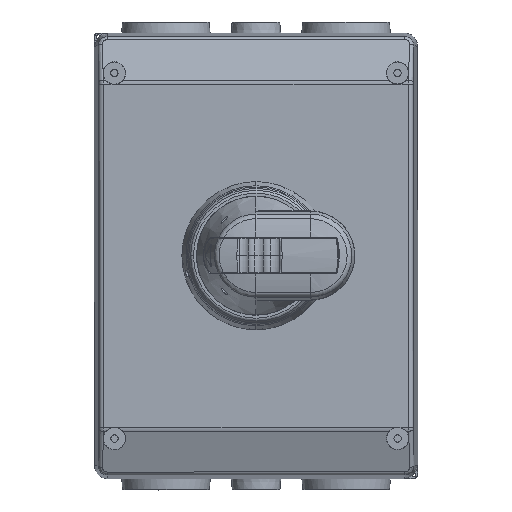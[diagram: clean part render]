
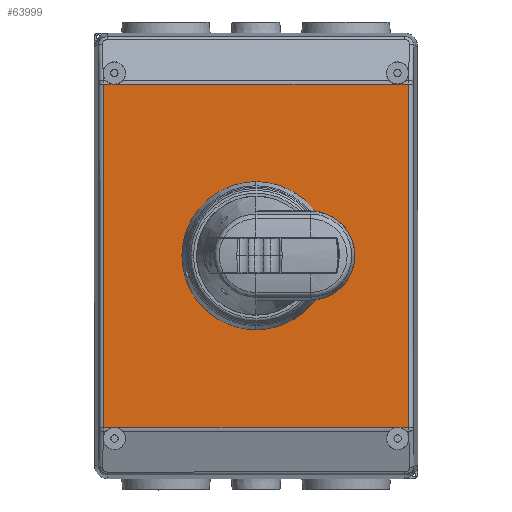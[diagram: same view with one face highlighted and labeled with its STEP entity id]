
A CAD part, top view. The second image highlights one B-rep face of the part: STEP entity #63999.
In plain terms, the highlighted planar face has unit normal (0, 0, 1).
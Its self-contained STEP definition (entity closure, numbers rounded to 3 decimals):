
#3260=DIRECTION('',(0.,1.,0.));
#3261=VECTOR('',#3260,154.285);
#3262=CARTESIAN_POINT('',(68.653,-77.119,91.));
#3263=LINE('',#3262,#3261);
#3461=CARTESIAN_POINT('',(-64.639,-77.165,
91.));
#3507=CARTESIAN_POINT('',(-68.599,-77.166,
91.));
#3509=DIRECTION('',(1.,0.,0.));
#3510=VECTOR('',#3509,3.96);
#3511=CARTESIAN_POINT('',(-68.599,-77.166,
91.));
#3512=LINE('',#3511,#3510);
#3543=DIRECTION('',(0.,-1.,0.));
#3544=VECTOR('',#3543,154.285);
#3545=CARTESIAN_POINT('',(-68.653,77.119,91.));
#3546=LINE('',#3545,#3544);
#3551=CARTESIAN_POINT('',(-63.649,82.098,91.));
#3552=DIRECTION('',(0.,0.,1.));
#3553=DIRECTION('',(0.,-1.,0.));
#3554=AXIS2_PLACEMENT_3D('',#3551,#3552,#3553);
#3556=CARTESIAN_POINT('',(63.592,82.142,91.));
#3557=DIRECTION('',(0.,0.,1.));
#3558=DIRECTION('',(-0.206,-0.979,0.));
#3559=AXIS2_PLACEMENT_3D('',#3556,#3557,#3558);
#3561=CARTESIAN_POINT('',(63.592,82.142,91.));
#3562=DIRECTION('',(0.,0.,1.));
#3563=DIRECTION('',(0.,-1.,0.));
#3564=AXIS2_PLACEMENT_3D('',#3561,#3562,#3563);
#3566=CARTESIAN_POINT('',(63.649,-82.098,91.));
#3567=DIRECTION('',(0.,0.,1.));
#3568=DIRECTION('',(0.206,0.979,0.));
#3569=AXIS2_PLACEMENT_3D('',#3566,#3567,#3568);
#3571=CARTESIAN_POINT('',(63.649,-82.098,91.));
#3572=DIRECTION('',(0.,0.,1.));
#3573=DIRECTION('',(0.,1.,0.));
#3574=AXIS2_PLACEMENT_3D('',#3571,#3572,#3573);
#3576=CARTESIAN_POINT('',(-63.592,-82.143,
91.));
#3577=DIRECTION('',(0.,0.,1.));
#3578=DIRECTION('',(0.205,0.979,0.));
#3579=AXIS2_PLACEMENT_3D('',#3576,#3577,#3578);
#3581=CARTESIAN_POINT('',(-63.592,-82.143,
91.));
#3582=DIRECTION('',(0.,0.,1.));
#3583=DIRECTION('',(0.,1.,0.));
#3584=AXIS2_PLACEMENT_3D('',#3581,#3582,#3583);
#3586=CARTESIAN_POINT('',(-63.649,82.098,91.));
#3587=DIRECTION('',(0.,0.,1.));
#3588=DIRECTION('',(-0.206,-0.979,0.));
#3589=AXIS2_PLACEMENT_3D('',#3586,#3587,#3588);
#3591=CARTESIAN_POINT('',(0.,0.,91.));
#3592=DIRECTION('',(0.,0.,1.));
#3593=DIRECTION('',(0.,-1.,0.));
#3594=AXIS2_PLACEMENT_3D('',#3591,#3592,#3593);
#3596=CARTESIAN_POINT('',(0.,0.,91.));
#3597=DIRECTION('',(0.,0.,1.));
#3598=DIRECTION('',(0.,1.,0.));
#3599=AXIS2_PLACEMENT_3D('',#3596,#3597,#3598);
#3706=DIRECTION('',(-1.,0.,0.));
#3707=VECTOR('',#3706,3.957);
#3708=CARTESIAN_POINT('',(-64.696,77.12,91.));
#3709=LINE('',#3708,#3707);
#3962=DIRECTION('',(-1.,0.,0.));
#3963=VECTOR('',#3962,125.143);
#3964=CARTESIAN_POINT('',(62.545,77.164,91.));
#3965=LINE('',#3964,#3963);
#4014=DIRECTION('',(-1.,0.,0.));
#4015=VECTOR('',#4014,3.957);
#4016=CARTESIAN_POINT('',(68.599,77.166,91.));
#4017=LINE('',#4016,#4015);
#4073=DIRECTION('',(1.,0.,0.));
#4074=VECTOR('',#4073,3.957);
#4075=CARTESIAN_POINT('',(64.696,-77.12,91.));
#4076=LINE('',#4075,#4074);
#4192=DIRECTION('',(1.,0.,0.));
#4193=VECTOR('',#4192,125.147);
#4194=CARTESIAN_POINT('',(-62.548,-77.164,
91.));
#4195=LINE('',#4194,#4193);
#50103=CARTESIAN_POINT('',(68.599,77.166,91.));
#50104=VERTEX_POINT('',#50103);
#50105=CARTESIAN_POINT('',(68.653,-77.119,
91.));
#50106=VERTEX_POINT('',#50105);
#50122=VERTEX_POINT('',#3461);
#50123=CARTESIAN_POINT('',(-63.594,-77.056,
91.));
#50124=VERTEX_POINT('',#50123);
#50129=VERTEX_POINT('',#3507);
#50130=CARTESIAN_POINT('',(-68.653,77.119,
91.));
#50131=VERTEX_POINT('',#50130);
#50132=CARTESIAN_POINT('',(-63.647,77.011,
91.));
#50133=CARTESIAN_POINT('',(-62.598,77.121,
91.));
#50134=VERTEX_POINT('',#50132);
#50135=VERTEX_POINT('',#50133);
#50136=CARTESIAN_POINT('',(62.545,77.164,91.));
#50137=VERTEX_POINT('',#50136);
#50138=CARTESIAN_POINT('',(63.594,77.055,91.));
#50139=VERTEX_POINT('',#50138);
#50140=CARTESIAN_POINT('',(64.643,77.165,91.));
#50141=VERTEX_POINT('',#50140);
#50142=CARTESIAN_POINT('',(64.696,-77.12,
91.));
#50143=VERTEX_POINT('',#50142);
#50144=CARTESIAN_POINT('',(63.647,-77.011,
91.));
#50145=VERTEX_POINT('',#50144);
#50146=CARTESIAN_POINT('',(62.598,-77.121,
91.));
#50147=VERTEX_POINT('',#50146);
#50148=CARTESIAN_POINT('',(-62.548,-77.164,
91.));
#50149=VERTEX_POINT('',#50148);
#50150=CARTESIAN_POINT('',(-64.696,77.12,
91.));
#50151=VERTEX_POINT('',#50150);
#50152=CARTESIAN_POINT('',(0.,-33.314,
91.));
#50153=CARTESIAN_POINT('',(0.,33.314,
91.));
#50154=VERTEX_POINT('',#50152);
#50155=VERTEX_POINT('',#50153);
#63958=CARTESIAN_POINT('',(0.,0.,91.));
#63959=DIRECTION('',(0.,0.,1.));
#63960=DIRECTION('',(1.,0.,0.));
#63961=AXIS2_PLACEMENT_3D('',#63958,#63959,#63960);
#63962=PLANE('',#63961);
#63964=ORIENTED_EDGE('',*,*,#63963,.T.);
#63966=ORIENTED_EDGE('',*,*,#63965,.F.);
#63968=ORIENTED_EDGE('',*,*,#63967,.T.);
#63970=ORIENTED_EDGE('',*,*,#63969,.T.);
#63972=ORIENTED_EDGE('',*,*,#63971,.F.);
#63973=ORIENTED_EDGE('',*,*,#63658,.F.);
#63975=ORIENTED_EDGE('',*,*,#63974,.F.);
#63977=ORIENTED_EDGE('',*,*,#63976,.T.);
#63979=ORIENTED_EDGE('',*,*,#63978,.T.);
#63981=ORIENTED_EDGE('',*,*,#63980,.F.);
#63983=ORIENTED_EDGE('',*,*,#63982,.T.);
#63984=ORIENTED_EDGE('',*,*,#63840,.T.);
#63985=ORIENTED_EDGE('',*,*,#63864,.F.);
#63986=ORIENTED_EDGE('',*,*,#63949,.F.);
#63988=ORIENTED_EDGE('',*,*,#63987,.F.);
#63990=ORIENTED_EDGE('',*,*,#63989,.T.);
#63991=EDGE_LOOP('',(#63964,#63966,#63968,#63970,#63972,#63973,#63975,#63977,
#63979,#63981,#63983,#63984,#63985,#63986,#63988,#63990));
#63992=FACE_OUTER_BOUND('',#63991,.F.);
#63994=ORIENTED_EDGE('',*,*,#63993,.T.);
#63996=ORIENTED_EDGE('',*,*,#63995,.T.);
#63997=EDGE_LOOP('',(#63994,#63996));
#63998=FACE_BOUND('',#63997,.F.);
#3555=CIRCLE('',#3554,5.087);
#3560=CIRCLE('',#3559,5.087);
#3565=CIRCLE('',#3564,5.087);
#3570=CIRCLE('',#3569,5.087);
#3575=CIRCLE('',#3574,5.087);
#3580=CIRCLE('',#3579,5.087);
#3585=CIRCLE('',#3584,5.087);
#3590=CIRCLE('',#3589,5.087);
#3595=CIRCLE('',#3594,33.314);
#3600=CIRCLE('',#3599,33.314);
#63658=EDGE_CURVE('',#50106,#50104,#3263,.T.);
#63840=EDGE_CURVE('',#50124,#50122,#3585,.T.);
#63864=EDGE_CURVE('',#50129,#50122,#3512,.T.);
#63949=EDGE_CURVE('',#50131,#50129,#3546,.T.);
#63963=EDGE_CURVE('',#50134,#50135,#3555,.T.);
#63965=EDGE_CURVE('',#50137,#50135,#3965,.T.);
#63967=EDGE_CURVE('',#50137,#50139,#3560,.T.);
#63969=EDGE_CURVE('',#50139,#50141,#3565,.T.);
#63971=EDGE_CURVE('',#50104,#50141,#4017,.T.);
#63974=EDGE_CURVE('',#50143,#50106,#4076,.T.);
#63976=EDGE_CURVE('',#50143,#50145,#3570,.T.);
#63978=EDGE_CURVE('',#50145,#50147,#3575,.T.);
#63980=EDGE_CURVE('',#50149,#50147,#4195,.T.);
#63982=EDGE_CURVE('',#50149,#50124,#3580,.T.);
#63987=EDGE_CURVE('',#50151,#50131,#3709,.T.);
#63989=EDGE_CURVE('',#50151,#50134,#3590,.T.);
#63993=EDGE_CURVE('',#50154,#50155,#3595,.T.);
#63995=EDGE_CURVE('',#50155,#50154,#3600,.T.);
#63999=ADVANCED_FACE('',(#63992,#63998),#63962,.T.);
